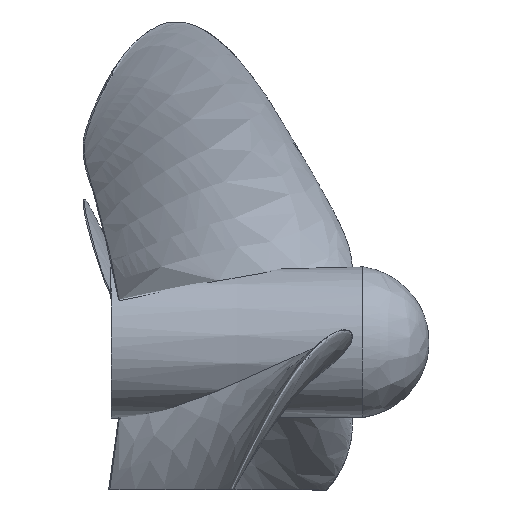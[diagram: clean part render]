
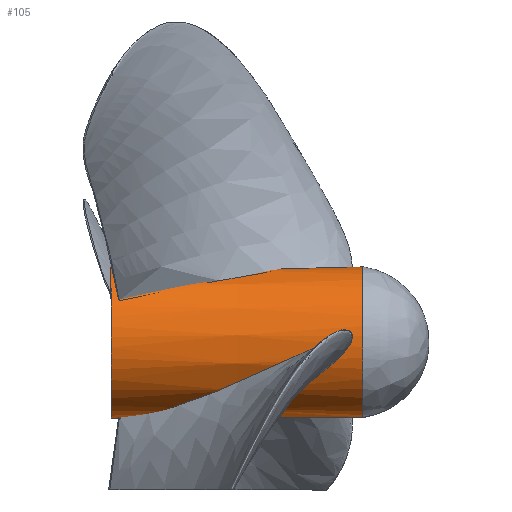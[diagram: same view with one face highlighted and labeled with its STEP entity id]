
A CAD part, front view. The second image highlights one B-rep face of the part: STEP entity #105.
In plain terms, the highlighted free-form (B-spline) face has degree [3, 2] with [5, 5] control points.
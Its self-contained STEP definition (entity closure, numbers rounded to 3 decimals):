
#21=B_SPLINE_CURVE_WITH_KNOTS('',3,(#485,#486,#487,#488,#489),
 .UNSPECIFIED.,.F.,.F.,(4,1,4),(13.317,18.317,23.317),
 .UNSPECIFIED.);
#24=B_SPLINE_CURVE_WITH_KNOTS('',3,(#509,#510,#511,#512,#513),
 .UNSPECIFIED.,.F.,.F.,(4,1,4),(13.317,18.317,23.317),
 .UNSPECIFIED.);
#105=ADVANCED_FACE('',(#118),#266,.T.);
#118=FACE_OUTER_BOUND('',#131,.T.);
#131=EDGE_LOOP('',(#149,#150,#151,#152));
#149=ORIENTED_EDGE('',*,*,#205,.F.);
#150=ORIENTED_EDGE('',*,*,#200,.T.);
#151=ORIENTED_EDGE('',*,*,#198,.T.);
#152=ORIENTED_EDGE('',*,*,#206,.F.);
#198=EDGE_CURVE('',#243,#248,#232,.T.);
#200=EDGE_CURVE('',#244,#243,#21,.T.);
#205=EDGE_CURVE('',#244,#247,#235,.T.);
#206=EDGE_CURVE('',#247,#248,#24,.T.);
#232=(
BOUNDED_CURVE()
B_SPLINE_CURVE(2,(#478,#479,#480,#481,#482),.UNSPECIFIED.,.F.,.F.)
B_SPLINE_CURVE_WITH_KNOTS((3,2,3),(0.,1.571,3.142),
 .UNSPECIFIED.)
CURVE()
GEOMETRIC_REPRESENTATION_ITEM()
RATIONAL_B_SPLINE_CURVE((1.,0.707,1.,0.707,1.))
REPRESENTATION_ITEM('')
);
#235=(
BOUNDED_CURVE()
B_SPLINE_CURVE(2,(#504,#505,#506,#507,#508),.UNSPECIFIED.,.F.,.F.)
B_SPLINE_CURVE_WITH_KNOTS((3,2,3),(0.,1.571,3.142),
 .UNSPECIFIED.)
CURVE()
GEOMETRIC_REPRESENTATION_ITEM()
RATIONAL_B_SPLINE_CURVE((1.,0.707,1.,0.707,1.))
REPRESENTATION_ITEM('')
);
#243=VERTEX_POINT('',#470);
#244=VERTEX_POINT('',#471);
#247=VERTEX_POINT('',#474);
#248=VERTEX_POINT('',#475);
#266=(
BOUNDED_SURFACE()
B_SPLINE_SURFACE(3,2,((#360,#361,#362,#363,#364),(#365,#366,#367,#368,#369),
(#370,#371,#372,#373,#374),(#375,#376,#377,#378,#379),(#380,#381,#382,#383,
#384)),.UNSPECIFIED.,.F.,.F.,.F.)
B_SPLINE_SURFACE_WITH_KNOTS((4,1,4),(3,2,3),(13.317,18.317,
23.317),(0.,1.571,3.142),.UNSPECIFIED.)
GEOMETRIC_REPRESENTATION_ITEM()
RATIONAL_B_SPLINE_SURFACE(((1.,0.707,1.,0.707,1.),
(1.,0.707,1.,0.707,1.),(1.,0.707,1.,
0.707,1.),(1.,0.707,1.,0.707,1.),(1.,
0.707,1.,0.707,1.)))
REPRESENTATION_ITEM('')
SURFACE()
);
#360=CARTESIAN_POINT('',(-266.496,476.686,283.143));
#361=CARTESIAN_POINT('',(-266.496,181.326,311.96));
#362=CARTESIAN_POINT('',(-267.222,210.143,607.319));
#363=CARTESIAN_POINT('',(-267.948,238.96,902.678));
#364=CARTESIAN_POINT('',(-267.948,534.32,873.861));
#365=CARTESIAN_POINT('',(-101.628,476.725,283.545));
#366=CARTESIAN_POINT('',(-101.628,181.366,312.362));
#367=CARTESIAN_POINT('',(-102.354,210.183,607.721));
#368=CARTESIAN_POINT('',(-103.081,239.,903.08));
#369=CARTESIAN_POINT('',(-103.081,534.359,874.263));
#370=CARTESIAN_POINT('',(228.107,476.804,284.348));
#371=CARTESIAN_POINT('',(228.107,181.444,313.165));
#372=CARTESIAN_POINT('',(227.38,210.261,608.524));
#373=CARTESIAN_POINT('',(226.654,239.078,903.883));
#374=CARTESIAN_POINT('',(226.654,534.438,875.066));
#375=CARTESIAN_POINT('',(557.842,476.882,285.151));
#376=CARTESIAN_POINT('',(557.842,181.522,313.968));
#377=CARTESIAN_POINT('',(557.115,210.339,609.327));
#378=CARTESIAN_POINT('',(556.389,239.156,904.686));
#379=CARTESIAN_POINT('',(556.389,534.516,875.869));
#380=CARTESIAN_POINT('',(722.709,476.921,285.553));
#381=CARTESIAN_POINT('',(722.709,181.561,314.37));
#382=CARTESIAN_POINT('',(721.983,210.378,609.729));
#383=CARTESIAN_POINT('',(721.256,239.196,905.088));
#384=CARTESIAN_POINT('',(721.256,534.555,876.271));
#470=CARTESIAN_POINT('',(722.709,476.921,285.553));
#471=CARTESIAN_POINT('',(-266.496,476.686,283.143));
#474=CARTESIAN_POINT('',(-267.948,534.32,873.861));
#475=CARTESIAN_POINT('',(721.256,534.555,876.271));
#478=CARTESIAN_POINT('',(722.709,476.921,285.553));
#479=CARTESIAN_POINT('',(722.709,181.561,314.37));
#480=CARTESIAN_POINT('',(721.983,210.378,609.729));
#481=CARTESIAN_POINT('',(721.256,239.196,905.088));
#482=CARTESIAN_POINT('',(721.256,534.555,876.271));
#485=CARTESIAN_POINT('',(-266.496,476.686,283.143));
#486=CARTESIAN_POINT('',(-101.628,476.725,283.545));
#487=CARTESIAN_POINT('',(228.107,476.804,284.348));
#488=CARTESIAN_POINT('',(557.842,476.882,285.151));
#489=CARTESIAN_POINT('',(722.709,476.921,285.553));
#504=CARTESIAN_POINT('',(-266.496,476.686,283.143));
#505=CARTESIAN_POINT('',(-266.496,181.326,311.96));
#506=CARTESIAN_POINT('',(-267.222,210.143,607.319));
#507=CARTESIAN_POINT('',(-267.948,238.96,902.678));
#508=CARTESIAN_POINT('',(-267.948,534.32,873.861));
#509=CARTESIAN_POINT('',(-267.948,534.32,873.861));
#510=CARTESIAN_POINT('',(-103.081,534.359,874.263));
#511=CARTESIAN_POINT('',(226.654,534.438,875.066));
#512=CARTESIAN_POINT('',(556.389,534.516,875.869));
#513=CARTESIAN_POINT('',(721.256,534.555,876.271));
